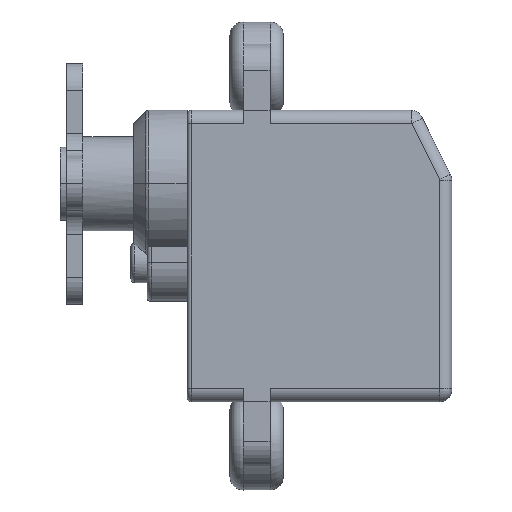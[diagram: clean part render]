
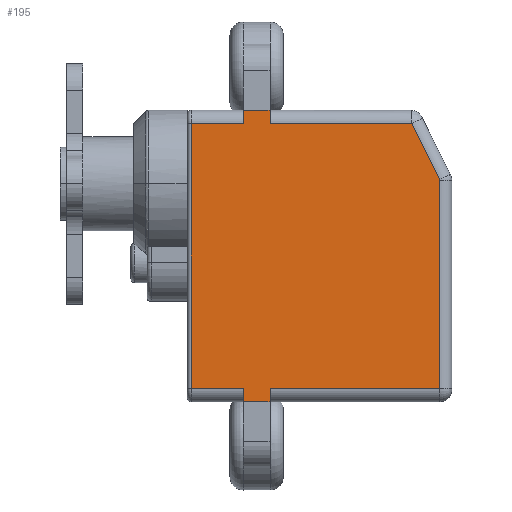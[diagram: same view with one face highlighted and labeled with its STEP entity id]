
A CAD part, left-side view. The second image highlights one B-rep face of the part: STEP entity #195.
In plain terms, the highlighted planar face has unit normal (-1, 0, 0).
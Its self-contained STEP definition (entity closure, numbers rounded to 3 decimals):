
#195=ADVANCED_FACE('',(#364),#1530,.T.);
#364=FACE_OUTER_BOUND('',#533,.F.);
#533=EDGE_LOOP('',(#760,#761,#762,#763,#764,#765,#766,#767,#768,#769,#770,
#771,#772,#773));
#760=ORIENTED_EDGE('',*,*,#2375,.F.);
#761=ORIENTED_EDGE('',*,*,#2376,.F.);
#762=ORIENTED_EDGE('',*,*,#2404,.T.);
#763=ORIENTED_EDGE('',*,*,#2384,.F.);
#764=ORIENTED_EDGE('',*,*,#2382,.F.);
#765=ORIENTED_EDGE('',*,*,#2343,.T.);
#766=ORIENTED_EDGE('',*,*,#2355,.F.);
#767=ORIENTED_EDGE('',*,*,#2354,.T.);
#768=ORIENTED_EDGE('',*,*,#2365,.T.);
#769=ORIENTED_EDGE('',*,*,#2366,.F.);
#770=ORIENTED_EDGE('',*,*,#2406,.T.);
#771=ORIENTED_EDGE('',*,*,#2370,.F.);
#772=ORIENTED_EDGE('',*,*,#2369,.T.);
#773=ORIENTED_EDGE('',*,*,#2338,.F.);
#1530=PLANE('',#3541);
#2116=CIRCLE('',#3363,0.1);
#2338=EDGE_CURVE('',#3236,#3235,#2719,.T.);
#2343=EDGE_CURVE('',#3231,#3230,#2722,.T.);
#2354=EDGE_CURVE('',#3215,#3214,#2730,.T.);
#2355=EDGE_CURVE('',#3215,#3230,#2116,.T.);
#2365=EDGE_CURVE('',#3214,#3207,#2740,.T.);
#2366=EDGE_CURVE('',#3206,#3207,#2741,.T.);
#2369=EDGE_CURVE('',#3205,#3235,#2744,.T.);
#2370=EDGE_CURVE('',#3205,#3204,#2745,.T.);
#2375=EDGE_CURVE('',#3200,#3236,#2750,.T.);
#2376=EDGE_CURVE('',#3199,#3200,#2751,.T.);
#2382=EDGE_CURVE('',#3231,#3195,#2757,.T.);
#2384=EDGE_CURVE('',#3195,#3194,#2759,.T.);
#2404=EDGE_CURVE('',#3199,#3194,#2761,.T.);
#2406=EDGE_CURVE('',#3206,#3204,#2763,.T.);
#2719=LINE('',#5048,#2901);
#2722=LINE('',#5053,#2904);
#2730=LINE('',#5064,#2912);
#2740=LINE('',#5075,#2922);
#2741=LINE('',#5076,#2923);
#2744=LINE('',#5079,#2926);
#2745=LINE('',#5080,#2927);
#2750=LINE('',#5085,#2932);
#2751=LINE('',#5086,#2933);
#2757=LINE('',#5092,#2939);
#2759=LINE('',#5094,#2941);
#2761=LINE('',#5114,#2943);
#2763=LINE('',#5116,#2945);
#2901=VECTOR('',#3772,19.8);
#2904=VECTOR('',#3779,4.686);
#2912=VECTOR('',#3793,15.564);
#2922=VECTOR('',#3805,12.7);
#2923=VECTOR('',#3806,1.);
#2926=VECTOR('',#3809,3.9);
#2927=VECTOR('',#3810,1.);
#2932=VECTOR('',#3815,3.9);
#2933=VECTOR('',#3816,1.);
#2939=VECTOR('',#3822,10.594);
#2941=VECTOR('',#3824,1.);
#2943=VECTOR('',#3862,2.);
#2945=VECTOR('',#3864,2.);
#3194=VERTEX_POINT('',#4755);
#3195=VERTEX_POINT('',#4756);
#3199=VERTEX_POINT('',#4760);
#3200=VERTEX_POINT('',#4761);
#3204=VERTEX_POINT('',#4765);
#3205=VERTEX_POINT('',#4766);
#3206=VERTEX_POINT('',#4767);
#3207=VERTEX_POINT('',#4768);
#3214=VERTEX_POINT('',#4775);
#3215=VERTEX_POINT('',#4776);
#3230=VERTEX_POINT('',#4791);
#3231=VERTEX_POINT('',#4792);
#3235=VERTEX_POINT('',#4796);
#3236=VERTEX_POINT('',#4797);
#3363=AXIS2_PLACEMENT_3D('',#5065,#3794,#3795);
#3541=AXIS2_PLACEMENT_3D('',#5589,#4298,#4299);
#3772=DIRECTION('',(0.,0.,-1.));
#3779=DIRECTION('',(0.,-0.447,-0.894));
#3793=DIRECTION('',(0.,0.,-1.));
#3794=DIRECTION('',(-1.,0.,0.));
#3795=DIRECTION('',(0.,-1.,0.));
#3805=DIRECTION('',(0.,1.,0.));
#3806=DIRECTION('',(0.,0.,1.));
#3809=DIRECTION('',(0.,1.,0.));
#3810=DIRECTION('',(0.,0.,-1.));
#3815=DIRECTION('',(0.,1.,0.));
#3816=DIRECTION('',(0.,0.,-1.));
#3822=DIRECTION('',(0.,1.,0.));
#3824=DIRECTION('',(0.,0.,1.));
#3862=DIRECTION('',(0.,-1.,0.));
#3864=DIRECTION('',(0.,1.,0.));
#4298=DIRECTION('',(-1.,0.,0.));
#4299=DIRECTION('',(0.,0.,-1.));
#4755=CARTESIAN_POINT('',(-5.5,13.6,10.9));
#4756=CARTESIAN_POINT('',(-5.5,13.6,9.9));
#4760=CARTESIAN_POINT('',(-5.5,15.6,10.9));
#4761=CARTESIAN_POINT('',(-5.5,15.6,9.9));
#4765=CARTESIAN_POINT('',(-5.5,15.6,-10.9));
#4766=CARTESIAN_POINT('',(-5.5,15.6,-9.9));
#4767=CARTESIAN_POINT('',(-5.5,13.6,-10.9));
#4768=CARTESIAN_POINT('',(-5.5,13.6,-9.9));
#4775=CARTESIAN_POINT('',(-5.5,0.9,-9.9));
#4776=CARTESIAN_POINT('',(-5.5,0.9,5.664));
#4791=CARTESIAN_POINT('',(-5.5,0.911,5.709));
#4792=CARTESIAN_POINT('',(-5.5,3.006,9.9));
#4796=CARTESIAN_POINT('',(-5.5,19.5,-9.9));
#4797=CARTESIAN_POINT('',(-5.5,19.5,9.9));
#5048=CARTESIAN_POINT('',(-5.5,19.5,9.9));
#5053=CARTESIAN_POINT('',(-5.5,3.006,9.9));
#5064=CARTESIAN_POINT('',(-5.5,0.9,5.664));
#5065=CARTESIAN_POINT('',(-5.5,1.,5.664));
#5075=CARTESIAN_POINT('',(-5.5,0.9,-9.9));
#5076=CARTESIAN_POINT('',(-5.5,13.6,-10.9));
#5079=CARTESIAN_POINT('',(-5.5,15.6,-9.9));
#5080=CARTESIAN_POINT('',(-5.5,15.6,-9.9));
#5085=CARTESIAN_POINT('',(-5.5,15.6,9.9));
#5086=CARTESIAN_POINT('',(-5.5,15.6,10.9));
#5092=CARTESIAN_POINT('',(-5.5,3.006,9.9));
#5094=CARTESIAN_POINT('',(-5.5,13.6,9.9));
#5114=CARTESIAN_POINT('',(-5.5,15.6,10.9));
#5116=CARTESIAN_POINT('',(-5.5,13.6,-10.9));
#5589=CARTESIAN_POINT('',(-5.5,20.018,11.118));
